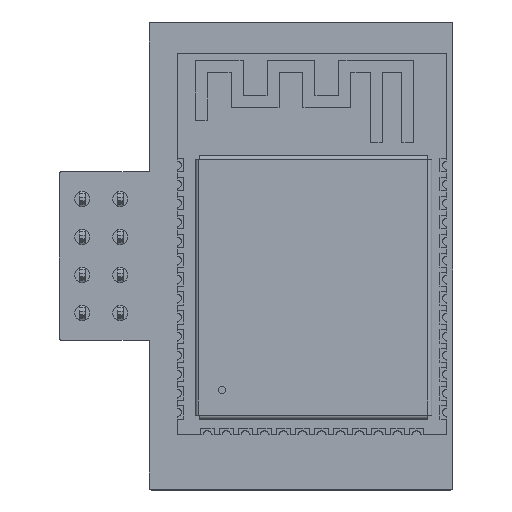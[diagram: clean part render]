
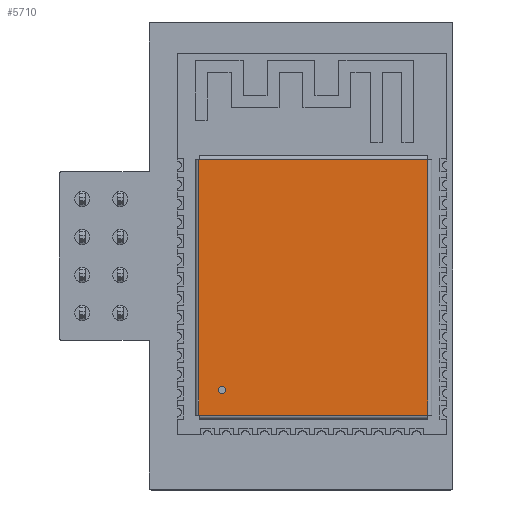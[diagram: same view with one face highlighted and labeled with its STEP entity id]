
A CAD part, top view. The second image highlights one B-rep face of the part: STEP entity #5710.
In plain terms, the highlighted face is planar.
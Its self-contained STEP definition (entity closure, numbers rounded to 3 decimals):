
#5031 = VERTEX_POINT('',#5032);
#5032 = CARTESIAN_POINT('',(-6.,3.25,10.));
#5038 = EDGE_CURVE('',#5039,#5031,#5041,.T.);
#5039 = VERTEX_POINT('',#5040);
#5040 = CARTESIAN_POINT('',(-6.,3.25,9.5));
#5041 = CIRCLE('',#5042,0.25);
#5042 = AXIS2_PLACEMENT_3D('',#5043,#5044,#5045);
#5043 = CARTESIAN_POINT('',(-6.,3.25,9.75));
#5044 = DIRECTION('',(0.,1.,0.));
#5045 = DIRECTION('',(0.,0.,1.));
#5081 = VERTEX_POINT('',#5082);
#5082 = CARTESIAN_POINT('',(7.749,3.25,11.429));
#5089 = EDGE_CURVE('',#5081,#5090,#5092,.T.);
#5090 = VERTEX_POINT('',#5091);
#5091 = CARTESIAN_POINT('',(7.729,3.25,11.429));
#5092 = LINE('',#5093,#5094);
#5093 = CARTESIAN_POINT('',(8.,3.25,11.429));
#5094 = VECTOR('',#5095,1.);
#5095 = DIRECTION('',(-1.,0.,0.));
#5202 = VERTEX_POINT('',#5203);
#5203 = CARTESIAN_POINT('',(7.729,3.25,-5.629));
#5209 = EDGE_CURVE('',#5202,#5210,#5212,.T.);
#5210 = VERTEX_POINT('',#5211);
#5211 = CARTESIAN_POINT('',(7.749,3.25,-5.629));
#5212 = LINE('',#5213,#5214);
#5213 = CARTESIAN_POINT('',(8.,3.25,-5.629));
#5214 = VECTOR('',#5215,1.);
#5215 = DIRECTION('',(1.,0.,0.));
#5251 = VERTEX_POINT('',#5252);
#5252 = CARTESIAN_POINT('',(7.729,3.25,-5.649));
#5259 = EDGE_CURVE('',#5251,#5202,#5260,.T.);
#5260 = LINE('',#5261,#5262);
#5261 = CARTESIAN_POINT('',(7.729,3.25,-5.629));
#5262 = VECTOR('',#5263,1.);
#5263 = DIRECTION('',(0.,0.,1.));
#5363 = VERTEX_POINT('',#5364);
#5364 = CARTESIAN_POINT('',(-7.529,3.25,-5.629));
#5370 = EDGE_CURVE('',#5363,#5371,#5373,.T.);
#5371 = VERTEX_POINT('',#5372);
#5372 = CARTESIAN_POINT('',(-7.529,3.25,-5.649));
#5373 = LINE('',#5374,#5375);
#5374 = CARTESIAN_POINT('',(-7.529,3.25,-5.629));
#5375 = VECTOR('',#5376,1.);
#5376 = DIRECTION('',(0.,0.,-1.));
#5412 = VERTEX_POINT('',#5413);
#5413 = CARTESIAN_POINT('',(-7.549,3.25,-5.629));
#5420 = EDGE_CURVE('',#5412,#5363,#5421,.T.);
#5421 = LINE('',#5422,#5423);
#5422 = CARTESIAN_POINT('',(-7.529,3.25,-5.629));
#5423 = VECTOR('',#5424,1.);
#5424 = DIRECTION('',(1.,0.,0.));
#5524 = VERTEX_POINT('',#5525);
#5525 = CARTESIAN_POINT('',(-7.529,3.25,11.429));
#5531 = EDGE_CURVE('',#5524,#5532,#5534,.T.);
#5532 = VERTEX_POINT('',#5533);
#5533 = CARTESIAN_POINT('',(-7.549,3.25,11.429));
#5534 = LINE('',#5535,#5536);
#5535 = CARTESIAN_POINT('',(-7.529,3.25,11.429));
#5536 = VECTOR('',#5537,1.);
#5537 = DIRECTION('',(-1.,0.,0.));
#5573 = VERTEX_POINT('',#5574);
#5574 = CARTESIAN_POINT('',(-7.529,3.25,11.449));
#5581 = EDGE_CURVE('',#5573,#5524,#5582,.T.);
#5582 = LINE('',#5583,#5584);
#5583 = CARTESIAN_POINT('',(-7.529,3.25,11.7));
#5584 = VECTOR('',#5585,1.);
#5585 = DIRECTION('',(0.,0.,-1.));
#5683 = EDGE_CURVE('',#5090,#5684,#5686,.T.);
#5684 = VERTEX_POINT('',#5685);
#5685 = CARTESIAN_POINT('',(7.729,3.25,11.449));
#5686 = LINE('',#5687,#5688);
#5687 = CARTESIAN_POINT('',(7.729,3.25,11.7));
#5688 = VECTOR('',#5689,1.);
#5689 = DIRECTION('',(0.,0.,1.));
#5710 = ADVANCED_FACE('',(#5711,#5721),#5755,.F.);
#5711 = FACE_BOUND('',#5712,.T.);
#5712 = EDGE_LOOP('',(#5713,#5720));
#5713 = ORIENTED_EDGE('',*,*,#5714,.F.);
#5714 = EDGE_CURVE('',#5031,#5039,#5715,.T.);
#5715 = CIRCLE('',#5716,0.25);
#5716 = AXIS2_PLACEMENT_3D('',#5717,#5718,#5719);
#5717 = CARTESIAN_POINT('',(-6.,3.25,9.75));
#5718 = DIRECTION('',(0.,1.,0.));
#5719 = DIRECTION('',(0.,0.,1.));
#5720 = ORIENTED_EDGE('',*,*,#5038,.F.);
#5721 = FACE_BOUND('',#5722,.T.);
#5722 = EDGE_LOOP('',(#5723,#5729,#5730,#5731,#5737,#5738,#5739,#5745,
    #5746,#5747,#5753,#5754));
#5723 = ORIENTED_EDGE('',*,*,#5724,.T.);
#5724 = EDGE_CURVE('',#5251,#5371,#5725,.T.);
#5725 = LINE('',#5726,#5727);
#5726 = CARTESIAN_POINT('',(0.,3.25,-5.649));
#5727 = VECTOR('',#5728,1.);
#5728 = DIRECTION('',(-1.,0.,0.));
#5729 = ORIENTED_EDGE('',*,*,#5370,.F.);
#5730 = ORIENTED_EDGE('',*,*,#5420,.F.);
#5731 = ORIENTED_EDGE('',*,*,#5732,.T.);
#5732 = EDGE_CURVE('',#5412,#5532,#5733,.T.);
#5733 = LINE('',#5734,#5735);
#5734 = CARTESIAN_POINT('',(-7.549,3.25,0.));
#5735 = VECTOR('',#5736,1.);
#5736 = DIRECTION('',(0.,0.,1.));
#5737 = ORIENTED_EDGE('',*,*,#5531,.F.);
#5738 = ORIENTED_EDGE('',*,*,#5581,.F.);
#5739 = ORIENTED_EDGE('',*,*,#5740,.T.);
#5740 = EDGE_CURVE('',#5573,#5684,#5741,.T.);
#5741 = LINE('',#5742,#5743);
#5742 = CARTESIAN_POINT('',(0.,3.25,11.449));
#5743 = VECTOR('',#5744,1.);
#5744 = DIRECTION('',(1.,0.,0.));
#5745 = ORIENTED_EDGE('',*,*,#5683,.F.);
#5746 = ORIENTED_EDGE('',*,*,#5089,.F.);
#5747 = ORIENTED_EDGE('',*,*,#5748,.T.);
#5748 = EDGE_CURVE('',#5081,#5210,#5749,.T.);
#5749 = LINE('',#5750,#5751);
#5750 = CARTESIAN_POINT('',(7.749,3.25,0.));
#5751 = VECTOR('',#5752,1.);
#5752 = DIRECTION('',(0.,0.,-1.));
#5753 = ORIENTED_EDGE('',*,*,#5209,.F.);
#5754 = ORIENTED_EDGE('',*,*,#5259,.F.);
#5755 = PLANE('',#5756);
#5756 = AXIS2_PLACEMENT_3D('',#5757,#5758,#5759);
#5757 = CARTESIAN_POINT('',(0.,3.25,0.));
#5758 = DIRECTION('',(0.,-1.,0.));
#5759 = DIRECTION('',(0.,0.,-1.));
